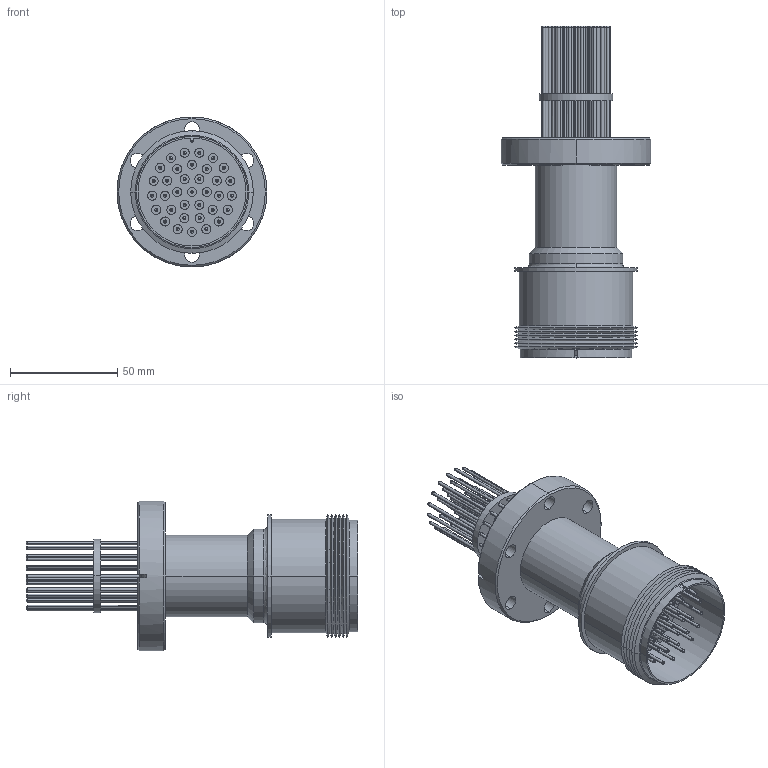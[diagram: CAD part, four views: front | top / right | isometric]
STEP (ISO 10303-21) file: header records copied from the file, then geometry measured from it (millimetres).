
FILE_DESCRIPTION (( 'STEP AP203' ), '1' );
FILE_NAME ('A0741-1-CF.STEP', '2013-03-13T15:11:38', ( '' ), ( '' ), 'SwSTEP 2.0', 'SolidWorks 2012', '' );
FILE_SCHEMA (( 'CONFIG_CONTROL_DESIGN' ));
Length unit declared in the file: inch
Products named in the file (1): A0741-1-CF
Bounding box: 69.85 x 154.56 x 69.85 mm (x, y, z)
Volume: 66724.2 mm3; surface area: 77340.8 mm2
Topology: 1 solids, 1 shells, 1053 faces, 2622 edges, 1755 vertices
Faces by surface type: cylinder 598, torus 210, plane 204, cone 37, bspline 4
Entity records: 39079 total; most frequent: CARTESIAN_POINT 14028, DIRECTION 5283, ORIENTED_EDGE 5244, EDGE_CURVE 2622, AXIS2_PLACEMENT_3D 2305, VERTEX_POINT 1755, EDGE_LOOP 1317, CIRCLE 1255
